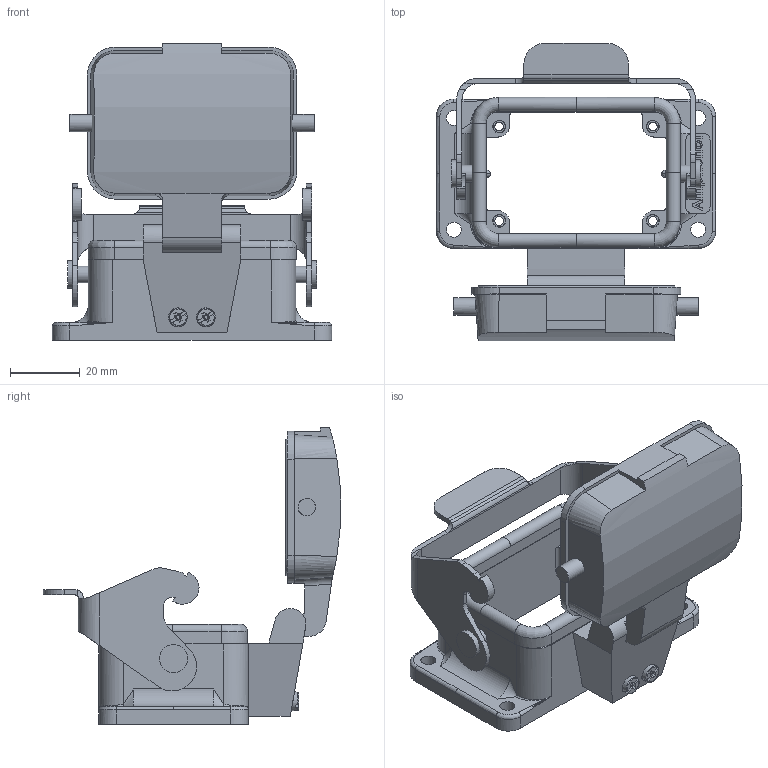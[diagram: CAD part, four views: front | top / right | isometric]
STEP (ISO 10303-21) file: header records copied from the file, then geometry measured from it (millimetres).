
FILE_DESCRIPTION(/* description */ (''),/* implementation_level */ '2;1');
FILE_NAME(/* name */ 'c146 10f006 003 1_C3D.stp',/* time_stamp */ '2018-10-26T08:26:17+02:00',/* author */ (''),/* organization */ (''),/* preprocessor_version */ 'ST-DEVELOPER v16',/* originating_system */ 'SIEMENS PLM Software NX 11.0',/* authorisation */ '');
FILE_SCHEMA (('AUTOMOTIVE_DESIGN { 1 0 10303 214 3 1 1 1 }'));
Length unit declared in the file: millimetre
Products named in the file (1): c146 10f006 003 1nxm001-03
Bounding box: 80 x 85.16 x 84.9 mm (x, y, z)
Volume: 52092.8 mm3; surface area: 31973.4 mm2
Topology: 1 solids, 1 shells, 521 faces, 1408 edges, 906 vertices
Faces by surface type: plane 255, bspline 126, cylinder 115, cone 16, revolution 4, torus 3, extrusion 2
Full cylindrical faces by diameter (mm): 2.5 x4, 4.3 x4, 4.8 x2, 5 x2, 8 x2
Entity records: 21106 total; most frequent: CARTESIAN_POINT 5722, ORIENTED_EDGE 2718, DIRECTION 2117, EDGE_CURVE 1359, VERTEX_POINT 897, VECTOR 743, LINE 741, AXIS2_PLACEMENT_3D 685
